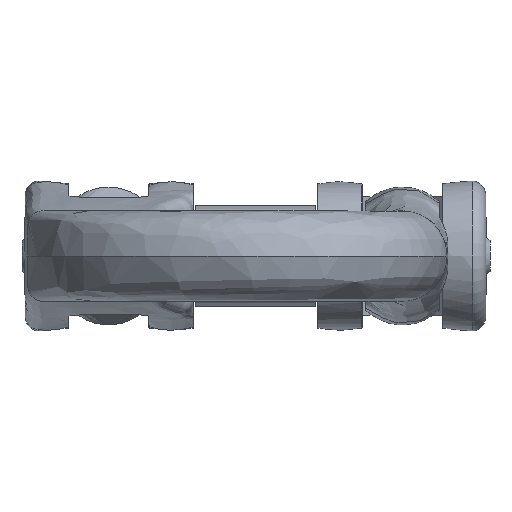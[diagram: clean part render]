
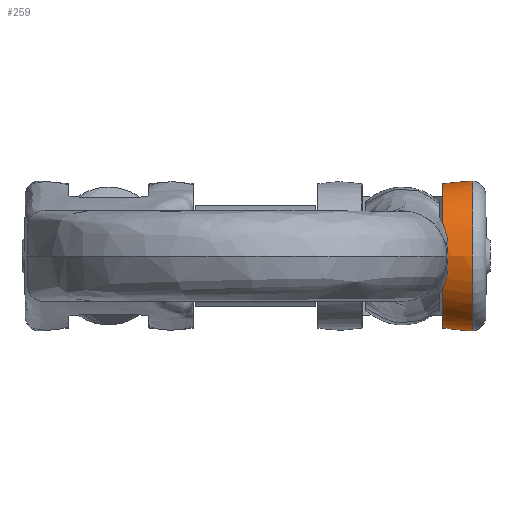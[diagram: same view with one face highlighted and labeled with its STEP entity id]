
A CAD part, front view. The second image highlights one B-rep face of the part: STEP entity #259.
In plain terms, the highlighted free-form (B-spline) face has degree [3, 3] with [4, 7] control points.
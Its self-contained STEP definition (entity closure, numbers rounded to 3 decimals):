
#259=ADVANCED_FACE('',(#518),#519,.T.);
#518=FACE_OUTER_BOUND('',#9520,.T.);
#519=(B_SPLINE_SURFACE(3,3,((#9522,#9523,#9524,#9525,#9526,#9527,#9528),(#9529,#9530,#9531,#9532,#9533,#9534,#9535),(#9536,#9537,#9538,#9539,#9540,#9541,#9542),(#9543,#9544,#9545,#9546,#9547,#9548,#9549)),.UNSPECIFIED.,.F.,.F.,.F.)B_SPLINE_SURFACE_WITH_KNOTS((4,4),(4,3,4),(0.0,1.0),(0.001,0.5,1.0),.UNSPECIFIED.)RATIONAL_B_SPLINE_SURFACE(((0.999,0.754,0.754,1.0,0.754,0.754,1.0),(0.983,0.742,0.742,0.984,0.742,0.742,0.984),(0.983,0.742,0.742,0.984,0.742,0.742,0.984),(0.999,0.754,0.754,1.0,0.754,0.754,1.0)))BOUNDED_SURFACE()REPRESENTATION_ITEM('')GEOMETRIC_REPRESENTATION_ITEM()SURFACE());
#9520=EDGE_LOOP('',(#16598,#16599,#16600,#16601,#16602,#16603,#16604));
#9522=CARTESIAN_POINT('',(21.545,1.008,7.294));
#9523=CARTESIAN_POINT('',(21.545,-3.992,8.328));
#9524=CARTESIAN_POINT('',(21.545,-7.949,5.104));
#9525=CARTESIAN_POINT('',(21.545,-7.949,0.));
#9526=CARTESIAN_POINT('',(21.545,-7.949,-5.112));
#9527=CARTESIAN_POINT('',(21.545,-3.982,-8.336));
#9528=CARTESIAN_POINT('',(21.545,1.022,-7.292));
#9529=CARTESIAN_POINT('',(20.528,1.033,7.416));
#9530=CARTESIAN_POINT('',(20.528,-4.05,8.467));
#9531=CARTESIAN_POINT('',(20.528,-8.073,5.188));
#9532=CARTESIAN_POINT('',(20.528,-8.073,0.));
#9533=CARTESIAN_POINT('',(20.528,-8.073,-5.197));
#9534=CARTESIAN_POINT('',(20.528,-4.04,-8.475));
#9535=CARTESIAN_POINT('',(20.528,1.048,-7.413));
#9536=CARTESIAN_POINT('',(19.507,1.013,7.319));
#9537=CARTESIAN_POINT('',(19.507,-4.003,8.356));
#9538=CARTESIAN_POINT('',(19.507,-7.973,5.12));
#9539=CARTESIAN_POINT('',(19.507,-7.973,0.));
#9540=CARTESIAN_POINT('',(19.507,-7.973,-5.129));
#9541=CARTESIAN_POINT('',(19.507,-3.993,-8.364));
#9542=CARTESIAN_POINT('',(19.507,1.027,-7.316));
#9543=CARTESIAN_POINT('',(18.533,0.949,7.008));
#9544=CARTESIAN_POINT('',(18.533,-3.854,8.001));
#9545=CARTESIAN_POINT('',(18.533,-7.656,4.903));
#9546=CARTESIAN_POINT('',(18.533,-7.656,0.));
#9547=CARTESIAN_POINT('',(18.533,-7.656,-4.911));
#9548=CARTESIAN_POINT('',(18.533,-3.845,-8.009));
#9549=CARTESIAN_POINT('',(18.533,0.963,-7.005));
#16598=ORIENTED_EDGE('',*,*,#17025,.T.);
#16599=ORIENTED_EDGE('',*,*,#16990,.F.);
#16600=ORIENTED_EDGE('',*,*,#16995,.F.);
#16601=ORIENTED_EDGE('',*,*,#17023,.F.);
#16602=ORIENTED_EDGE('',*,*,#17026,.F.);
#16603=ORIENTED_EDGE('',*,*,#17027,.F.);
#16604=ORIENTED_EDGE('',*,*,#17028,.T.);
#16990=EDGE_CURVE('',#17385,#17387,#17388,.T.);
#16995=EDGE_CURVE('',#17393,#17385,#17396,.T.);
#17023=EDGE_CURVE('',#17439,#17393,#17441,.T.);
#17025=EDGE_CURVE('',#17443,#17387,#17444,.T.);
#17026=EDGE_CURVE('',#17445,#17439,#17446,.T.);
#17027=EDGE_CURVE('',#17447,#17445,#17448,.T.);
#17028=EDGE_CURVE('',#17447,#17443,#17449,.T.);
#17385=VERTEX_POINT('',#18471);
#17387=VERTEX_POINT('',#18473);
#17388=CIRCLE('',#18474,7.451);
#17393=VERTEX_POINT('',#18482);
#17396=CIRCLE('',#18485,7.451);
#17439=VERTEX_POINT('',#18634);
#17441=CIRCLE('',#18644,7.451);
#17443=VERTEX_POINT('',#18646);
#17444=B_SPLINE_CURVE_WITH_KNOTS('',3,(#18647,#18648,#18649,#18650),.UNSPECIFIED.,.F.,.F.,(4,4),(0.0,1.0),.UNSPECIFIED.);
#17445=VERTEX_POINT('',#18651);
#17446=B_SPLINE_CURVE_WITH_KNOTS('',3,(#18652,#18653,#18654,#18655,#18656,#18657,#18658,#18659,#18660,#18661,#18662,#18663,#18664,#18665,#18666,#18667,#18668,#18669),.UNSPECIFIED.,.F.,.F.,(4,1,1,1,1,1,1,1,1,1,1,1,1,1,1,4),(0.0,0.077,0.107,0.117,0.128,0.158,0.239,0.402,0.728,0.891,0.932,0.947,0.952,0.957,0.972,1.0),.UNSPECIFIED.);
#17447=VERTEX_POINT('',#18670);
#17448=B_SPLINE_CURVE_WITH_KNOTS('',3,(#18671,#18672,#18673,#18674,#18675,#18676),.UNSPECIFIED.,.F.,.F.,(4,2,4),(0.0,0.5,0.999),.UNSPECIFIED.);
#17449=B_SPLINE_CURVE_WITH_KNOTS('',3,(#18677,#18678,#18679,#18680,#18681,#18682),.UNSPECIFIED.,.F.,.F.,(4,2,4),(0.,0.5,1.0),.UNSPECIFIED.);
#18471=CARTESIAN_POINT('',(21.527,-0.5,-7.451));
#18473=CARTESIAN_POINT('',(21.527,0.816,-7.335));
#18474=AXIS2_PLACEMENT_3D('',#19479,#19480,#19481);
#18482=CARTESIAN_POINT('',(21.527,-0.5,7.451));
#18485=AXIS2_PLACEMENT_3D('',#19488,#19489,#19490);
#18634=CARTESIAN_POINT('',(21.527,0.816,7.335));
#18644=AXIS2_PLACEMENT_3D('',#19515,#19516,#19517);
#18646=CARTESIAN_POINT('',(18.55,0.801,-7.042));
#18647=CARTESIAN_POINT('',(18.55,0.816,-7.04));
#18648=CARTESIAN_POINT('',(19.506,0.855,-7.346));
#18649=CARTESIAN_POINT('',(20.529,0.854,-7.448));
#18650=CARTESIAN_POINT('',(21.527,0.815,-7.334));
#18651=CARTESIAN_POINT('',(18.55,0.801,7.042));
#18652=CARTESIAN_POINT('',(18.55,0.816,7.039));
#18653=CARTESIAN_POINT('',(18.624,0.816,7.06));
#18654=CARTESIAN_POINT('',(18.726,0.816,7.094));
#18655=CARTESIAN_POINT('',(18.839,0.816,7.128));
#18656=CARTESIAN_POINT('',(18.889,0.816,7.143));
#18657=CARTESIAN_POINT('',(18.938,0.816,7.156));
#18658=CARTESIAN_POINT('',(19.056,0.816,7.188));
#18659=CARTESIAN_POINT('',(19.325,0.816,7.251));
#18660=CARTESIAN_POINT('',(19.891,0.816,7.348));
#18661=CARTESIAN_POINT('',(20.545,0.816,7.397));
#18662=CARTESIAN_POINT('',(21.076,0.816,7.374));
#18663=CARTESIAN_POINT('',(21.297,0.816,7.36));
#18664=CARTESIAN_POINT('',(21.358,0.816,7.355));
#18665=CARTESIAN_POINT('',(21.384,0.816,7.353));
#18666=CARTESIAN_POINT('',(21.409,0.816,7.35));
#18667=CARTESIAN_POINT('',(21.457,0.816,7.345));
#18668=CARTESIAN_POINT('',(21.5,0.816,7.34));
#18669=CARTESIAN_POINT('',(21.528,0.816,7.336));
#18670=CARTESIAN_POINT('',(18.55,-7.662,0.));
#18671=CARTESIAN_POINT('',(18.55,-7.662,0.0));
#18672=CARTESIAN_POINT('',(18.55,-7.661,2.105));
#18673=CARTESIAN_POINT('',(18.55,-6.687,4.171));
#18674=CARTESIAN_POINT('',(18.55,-3.468,6.845));
#18675=CARTESIAN_POINT('',(18.55,-1.261,7.423));
#18676=CARTESIAN_POINT('',(18.55,0.801,7.042));
#18677=CARTESIAN_POINT('',(18.55,-7.662,0.));
#18678=CARTESIAN_POINT('',(18.55,-7.662,-2.085));
#18679=CARTESIAN_POINT('',(18.55,-6.697,-4.151));
#18680=CARTESIAN_POINT('',(18.55,-3.5,-6.829));
#18681=CARTESIAN_POINT('',(18.55,-1.297,-7.416));
#18682=CARTESIAN_POINT('',(18.55,0.756,-7.051));
#19479=CARTESIAN_POINT('',(21.527,-0.5,0.));
#19480=DIRECTION('',(1.0,0.0,-0.0));
#19481=DIRECTION('',(0.0,0.0,1.0));
#19488=CARTESIAN_POINT('',(21.527,-0.5,0.));
#19489=DIRECTION('',(1.0,0.0,-0.0));
#19490=DIRECTION('',(0.0,0.0,1.0));
#19515=CARTESIAN_POINT('',(21.527,-0.5,0.));
#19516=DIRECTION('',(1.0,0.0,-0.0));
#19517=DIRECTION('',(0.0,0.0,1.0));
